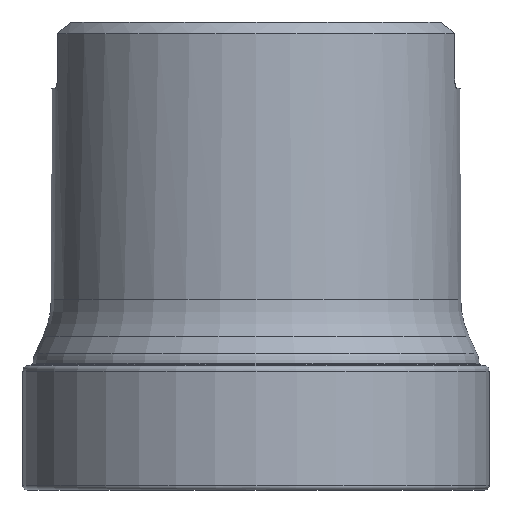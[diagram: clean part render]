
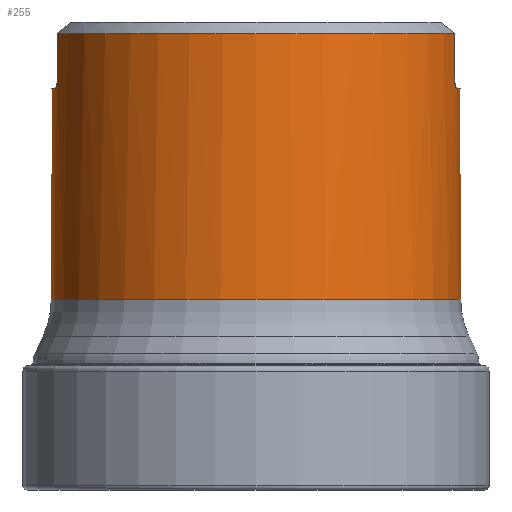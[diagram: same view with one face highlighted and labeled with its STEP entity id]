
A CAD part, left-side view. The second image highlights one B-rep face of the part: STEP entity #255.
In plain terms, the highlighted cylindrical face has radius 17.5 mm (diameter 35 mm), a full revolution.
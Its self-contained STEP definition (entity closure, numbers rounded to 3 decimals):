
#39=CYLINDRICAL_SURFACE('',#1283,17.5);
#91=LINE('',#2048,#123);
#92=LINE('',#2086,#124);
#93=LINE('',#2087,#125);
#94=LINE('',#2125,#126);
#123=VECTOR('',#1496,1.);
#124=VECTOR('',#1499,1.);
#125=VECTOR('',#1500,1.);
#126=VECTOR('',#1503,1.);
#255=ADVANCED_FACE('',(#437,#438),#39,.T.);
#367=B_SPLINE_CURVE_WITH_KNOTS('',3,(#2050,#2051,#2052,#2053,#2054,#2055,
#2056,#2057,#2058,#2059,#2060,#2061,#2062,#2063,#2064,#2065),
 .UNSPECIFIED.,.F.,.F.,(4,3,3,3,3,4),(0.,0.221,0.442,
0.662,0.877,1.),.UNSPECIFIED.);
#368=B_SPLINE_CURVE_WITH_KNOTS('',3,(#2069,#2070,#2071,#2072,#2073,#2074,
#2075,#2076,#2077,#2078,#2079,#2080,#2081,#2082,#2083,#2084),
 .UNSPECIFIED.,.F.,.F.,(4,3,3,3,3,4),(0.,0.208,0.416,
0.627,0.843,1.),.UNSPECIFIED.);
#369=B_SPLINE_CURVE_WITH_KNOTS('',3,(#2089,#2090,#2091,#2092,#2093,#2094,
#2095,#2096,#2097,#2098,#2099,#2100,#2101,#2102,#2103,#2104),
 .UNSPECIFIED.,.F.,.F.,(4,3,3,3,3,4),(0.,0.221,0.442,
0.662,0.877,1.),.UNSPECIFIED.);
#370=B_SPLINE_CURVE_WITH_KNOTS('',3,(#2108,#2109,#2110,#2111,#2112,#2113,
#2114,#2115,#2116,#2117,#2118,#2119,#2120,#2121,#2122,#2123),
 .UNSPECIFIED.,.F.,.F.,(4,3,3,3,3,4),(0.,0.208,0.416,
0.627,0.843,1.),.UNSPECIFIED.);
#437=FACE_BOUND('',#540,.T.);
#438=FACE_BOUND('',#541,.T.);
#540=EDGE_LOOP('',(#687,#688,#689,#690,#691,#692,#693,#694,#695,#696,#697,
#698));
#541=EDGE_LOOP('',(#699));
#687=ORIENTED_EDGE('',*,*,#1059,.F.);
#688=ORIENTED_EDGE('',*,*,#1060,.F.);
#689=ORIENTED_EDGE('',*,*,#1061,.F.);
#690=ORIENTED_EDGE('',*,*,#1062,.F.);
#691=ORIENTED_EDGE('',*,*,#1063,.F.);
#692=ORIENTED_EDGE('',*,*,#1047,.F.);
#693=ORIENTED_EDGE('',*,*,#1064,.F.);
#694=ORIENTED_EDGE('',*,*,#1065,.F.);
#695=ORIENTED_EDGE('',*,*,#1066,.F.);
#696=ORIENTED_EDGE('',*,*,#1067,.F.);
#697=ORIENTED_EDGE('',*,*,#1068,.F.);
#698=ORIENTED_EDGE('',*,*,#1039,.F.);
#699=ORIENTED_EDGE('',*,*,#1069,.T.);
#930=VERTEX_POINT('',#1983);
#931=VERTEX_POINT('',#1985);
#934=VERTEX_POINT('',#2001);
#938=VERTEX_POINT('',#2018);
#949=VERTEX_POINT('',#2049);
#950=VERTEX_POINT('',#2066);
#951=VERTEX_POINT('',#2068);
#952=VERTEX_POINT('',#2085);
#953=VERTEX_POINT('',#2088);
#954=VERTEX_POINT('',#2105);
#955=VERTEX_POINT('',#2107);
#956=VERTEX_POINT('',#2124);
#957=VERTEX_POINT('',#2127);
#1039=EDGE_CURVE('',#930,#931,#1180,.T.);
#1047=EDGE_CURVE('',#938,#934,#1182,.T.);
#1059=EDGE_CURVE('',#949,#930,#91,.T.);
#1060=EDGE_CURVE('',#950,#949,#367,.T.);
#1061=EDGE_CURVE('',#951,#950,#1192,.T.);
#1062=EDGE_CURVE('',#952,#951,#368,.T.);
#1063=EDGE_CURVE('',#934,#952,#92,.T.);
#1064=EDGE_CURVE('',#953,#938,#93,.T.);
#1065=EDGE_CURVE('',#954,#953,#369,.T.);
#1066=EDGE_CURVE('',#955,#954,#1193,.T.);
#1067=EDGE_CURVE('',#956,#955,#370,.T.);
#1068=EDGE_CURVE('',#931,#956,#94,.T.);
#1069=EDGE_CURVE('',#957,#957,#1194,.T.);
#1180=CIRCLE('',#1260,17.5);
#1182=CIRCLE('',#1263,17.5);
#1192=CIRCLE('',#1280,17.5);
#1193=CIRCLE('',#1281,17.5);
#1194=CIRCLE('',#1282,17.5);
#1260=AXIS2_PLACEMENT_3D('',#1984,#1454,#1455);
#1263=AXIS2_PLACEMENT_3D('',#2019,#1460,#1461);
#1280=AXIS2_PLACEMENT_3D('',#2067,#1497,#1498);
#1281=AXIS2_PLACEMENT_3D('',#2106,#1501,#1502);
#1282=AXIS2_PLACEMENT_3D('',#2126,#1504,#1505);
#1283=AXIS2_PLACEMENT_3D('',#2128,#1506,#1507);
#1454=DIRECTION('',(0.,0.,1.));
#1455=DIRECTION('',(1.,0.,0.));
#1460=DIRECTION('',(0.,0.,1.));
#1461=DIRECTION('',(1.,0.,0.));
#1496=DIRECTION('',(0.,0.,1.));
#1497=DIRECTION('',(0.,0.,1.));
#1498=DIRECTION('',(-1.,0.,0.));
#1499=DIRECTION('',(0.,0.,-1.));
#1500=DIRECTION('',(0.,0.,1.));
#1501=DIRECTION('',(0.,0.,1.));
#1502=DIRECTION('',(-1.,0.,0.));
#1503=DIRECTION('',(0.,0.,-1.));
#1504=DIRECTION('',(0.,0.,1.));
#1505=DIRECTION('',(1.,0.,0.));
#1506=DIRECTION('',(0.,0.,1.));
#1507=DIRECTION('',(1.,0.,0.));
#1983=CARTESIAN_POINT('',(4.223,-16.983,-1.));
#1984=CARTESIAN_POINT('',(0.,0.,-1.));
#1985=CARTESIAN_POINT('',(4.223,16.983,-1.));
#2001=CARTESIAN_POINT('',(-4.223,-16.983,-1.));
#2018=CARTESIAN_POINT('',(-4.223,16.983,-1.));
#2019=CARTESIAN_POINT('',(0.,0.,-1.));
#2048=CARTESIAN_POINT('',(4.223,-16.983,0.));
#2049=CARTESIAN_POINT('',(4.223,-16.983,-4.86));
#2050=CARTESIAN_POINT('',(3.423,-17.162,-5.66));
#2051=CARTESIAN_POINT('',(3.514,-17.144,-5.66));
#2052=CARTESIAN_POINT('',(3.606,-17.125,-5.644));
#2053=CARTESIAN_POINT('',(3.692,-17.106,-5.613));
#2054=CARTESIAN_POINT('',(3.778,-17.088,-5.582));
#2055=CARTESIAN_POINT('',(3.86,-17.069,-5.536));
#2056=CARTESIAN_POINT('',(3.931,-17.053,-5.478));
#2057=CARTESIAN_POINT('',(4.001,-17.037,-5.42));
#2058=CARTESIAN_POINT('',(4.063,-17.022,-5.348));
#2059=CARTESIAN_POINT('',(4.11,-17.011,-5.269));
#2060=CARTESIAN_POINT('',(4.156,-16.999,-5.192));
#2061=CARTESIAN_POINT('',(4.189,-16.991,-5.105));
#2062=CARTESIAN_POINT('',(4.207,-16.987,-5.016));
#2063=CARTESIAN_POINT('',(4.217,-16.984,-4.965));
#2064=CARTESIAN_POINT('',(4.223,-16.983,-4.912));
#2065=CARTESIAN_POINT('',(4.223,-16.983,-4.86));
#2066=CARTESIAN_POINT('',(3.423,-17.162,-5.66));
#2067=CARTESIAN_POINT('',(0.,0.,-5.66));
#2068=CARTESIAN_POINT('',(-3.423,-17.162,-5.66));
#2069=CARTESIAN_POINT('',(-4.223,-16.983,-4.86));
#2070=CARTESIAN_POINT('',(-4.223,-16.983,-4.948));
#2071=CARTESIAN_POINT('',(-4.208,-16.987,-5.037));
#2072=CARTESIAN_POINT('',(-4.179,-16.994,-5.119));
#2073=CARTESIAN_POINT('',(-4.151,-17.001,-5.202));
#2074=CARTESIAN_POINT('',(-4.109,-17.011,-5.281));
#2075=CARTESIAN_POINT('',(-4.055,-17.024,-5.349));
#2076=CARTESIAN_POINT('',(-4.002,-17.036,-5.419));
#2077=CARTESIAN_POINT('',(-3.936,-17.052,-5.48));
#2078=CARTESIAN_POINT('',(-3.863,-17.068,-5.528));
#2079=CARTESIAN_POINT('',(-3.788,-17.085,-5.577));
#2080=CARTESIAN_POINT('',(-3.704,-17.104,-5.614));
#2081=CARTESIAN_POINT('',(-3.617,-17.122,-5.636));
#2082=CARTESIAN_POINT('',(-3.554,-17.136,-5.652));
#2083=CARTESIAN_POINT('',(-3.488,-17.149,-5.66));
#2084=CARTESIAN_POINT('',(-3.423,-17.162,-5.66));
#2085=CARTESIAN_POINT('',(-4.223,-16.983,-4.86));
#2086=CARTESIAN_POINT('',(-4.223,-16.983,0.));
#2087=CARTESIAN_POINT('',(-4.223,16.983,0.));
#2088=CARTESIAN_POINT('',(-4.223,16.983,-4.86));
#2089=CARTESIAN_POINT('',(-3.423,17.162,-5.66));
#2090=CARTESIAN_POINT('',(-3.514,17.144,-5.66));
#2091=CARTESIAN_POINT('',(-3.606,17.125,-5.644));
#2092=CARTESIAN_POINT('',(-3.692,17.106,-5.613));
#2093=CARTESIAN_POINT('',(-3.778,17.088,-5.582));
#2094=CARTESIAN_POINT('',(-3.86,17.069,-5.536));
#2095=CARTESIAN_POINT('',(-3.931,17.053,-5.478));
#2096=CARTESIAN_POINT('',(-4.001,17.037,-5.42));
#2097=CARTESIAN_POINT('',(-4.063,17.022,-5.348));
#2098=CARTESIAN_POINT('',(-4.11,17.011,-5.269));
#2099=CARTESIAN_POINT('',(-4.156,16.999,-5.192));
#2100=CARTESIAN_POINT('',(-4.189,16.991,-5.105));
#2101=CARTESIAN_POINT('',(-4.207,16.987,-5.016));
#2102=CARTESIAN_POINT('',(-4.217,16.984,-4.965));
#2103=CARTESIAN_POINT('',(-4.223,16.983,-4.912));
#2104=CARTESIAN_POINT('',(-4.223,16.983,-4.86));
#2105=CARTESIAN_POINT('',(-3.423,17.162,-5.66));
#2106=CARTESIAN_POINT('',(0.,0.,-5.66));
#2107=CARTESIAN_POINT('',(3.423,17.162,-5.66));
#2108=CARTESIAN_POINT('',(4.223,16.983,-4.86));
#2109=CARTESIAN_POINT('',(4.223,16.983,-4.948));
#2110=CARTESIAN_POINT('',(4.208,16.987,-5.037));
#2111=CARTESIAN_POINT('',(4.179,16.994,-5.119));
#2112=CARTESIAN_POINT('',(4.151,17.001,-5.202));
#2113=CARTESIAN_POINT('',(4.109,17.011,-5.281));
#2114=CARTESIAN_POINT('',(4.055,17.024,-5.349));
#2115=CARTESIAN_POINT('',(4.002,17.036,-5.419));
#2116=CARTESIAN_POINT('',(3.936,17.052,-5.48));
#2117=CARTESIAN_POINT('',(3.863,17.068,-5.528));
#2118=CARTESIAN_POINT('',(3.788,17.085,-5.577));
#2119=CARTESIAN_POINT('',(3.704,17.104,-5.614));
#2120=CARTESIAN_POINT('',(3.617,17.122,-5.636));
#2121=CARTESIAN_POINT('',(3.554,17.136,-5.652));
#2122=CARTESIAN_POINT('',(3.488,17.149,-5.66));
#2123=CARTESIAN_POINT('',(3.423,17.162,-5.66));
#2124=CARTESIAN_POINT('',(4.223,16.983,-4.86));
#2125=CARTESIAN_POINT('',(4.223,16.983,0.));
#2126=CARTESIAN_POINT('',(0.,0.,-23.688));
#2127=CARTESIAN_POINT('',(17.5,0.,-23.688));
#2128=CARTESIAN_POINT('',(0.,0.,0.));
